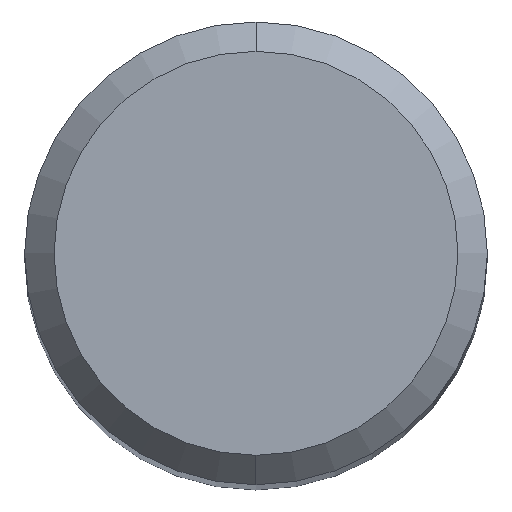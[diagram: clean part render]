
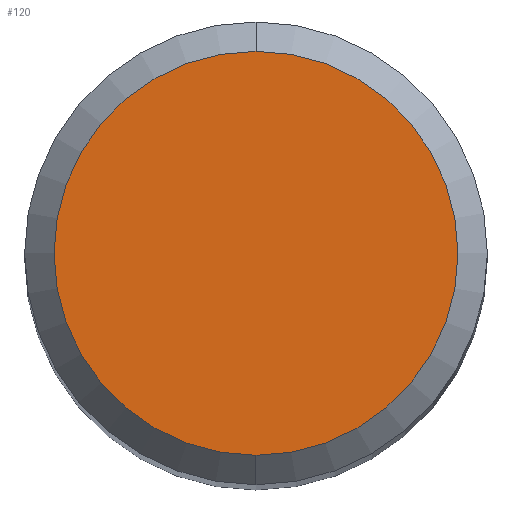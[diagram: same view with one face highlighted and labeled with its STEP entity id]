
A CAD part, top view. The second image highlights one B-rep face of the part: STEP entity #120.
In plain terms, the highlighted planar face has unit normal (0, 0, 1).
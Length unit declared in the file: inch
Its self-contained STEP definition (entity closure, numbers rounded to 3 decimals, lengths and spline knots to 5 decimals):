
#34 = DIRECTION ( 'NONE',  ( 0., -1., 0. ) ) ;
#44 = AXIS2_PLACEMENT_3D ( 'NONE', #353, #188, #401 ) ;
#73 = PLANE ( 'NONE',  #44 ) ;
#105 = DIRECTION ( 'NONE',  ( 0., 0., 1. ) ) ;
#113 = CARTESIAN_POINT ( 'NONE',  ( 0., 0., 0. ) ) ;
#120 = ADVANCED_FACE ( 'NONE', ( #440 ), #73, .F. ) ;
#157 = AXIS2_PLACEMENT_3D ( 'NONE', #113, #437, #34 ) ;
#174 = EDGE_CURVE ( 'NONE', #352, #283, #227, .T. ) ;
#188 = DIRECTION ( 'NONE',  ( 0., 0., -1. ) ) ;
#227 = CIRCLE ( 'NONE', #157, 0.1031 ) ;
#228 = ORIENTED_EDGE ( 'NONE', *, *, #358, .T. ) ;
#235 = EDGE_LOOP ( 'NONE', ( #228, #281 ) ) ;
#239 = CIRCLE ( 'NONE', #335, 0.1031 ) ;
#262 = DIRECTION ( 'NONE',  ( 0., -1., 0. ) ) ;
#281 = ORIENTED_EDGE ( 'NONE', *, *, #174, .T. ) ;
#283 = VERTEX_POINT ( 'NONE', #394 ) ;
#335 = AXIS2_PLACEMENT_3D ( 'NONE', #459, #105, #262 ) ;
#352 = VERTEX_POINT ( 'NONE', #501 ) ;
#353 = CARTESIAN_POINT ( 'NONE',  ( 0., 0.1031, 0. ) ) ;
#358 = EDGE_CURVE ( 'NONE', #283, #352, #239, .T. ) ;
#394 = CARTESIAN_POINT ( 'NONE',  ( 0., 0.1031, 0. ) ) ;
#401 = DIRECTION ( 'NONE',  ( 0., 1., 0. ) ) ;
#437 = DIRECTION ( 'NONE',  ( 0., 0., 1. ) ) ;
#440 = FACE_OUTER_BOUND ( 'NONE', #235, .T. ) ;
#459 = CARTESIAN_POINT ( 'NONE',  ( 0., 0., 0. ) ) ;
#501 = CARTESIAN_POINT ( 'NONE',  ( 0., -0.1031, 0. ) ) ;
